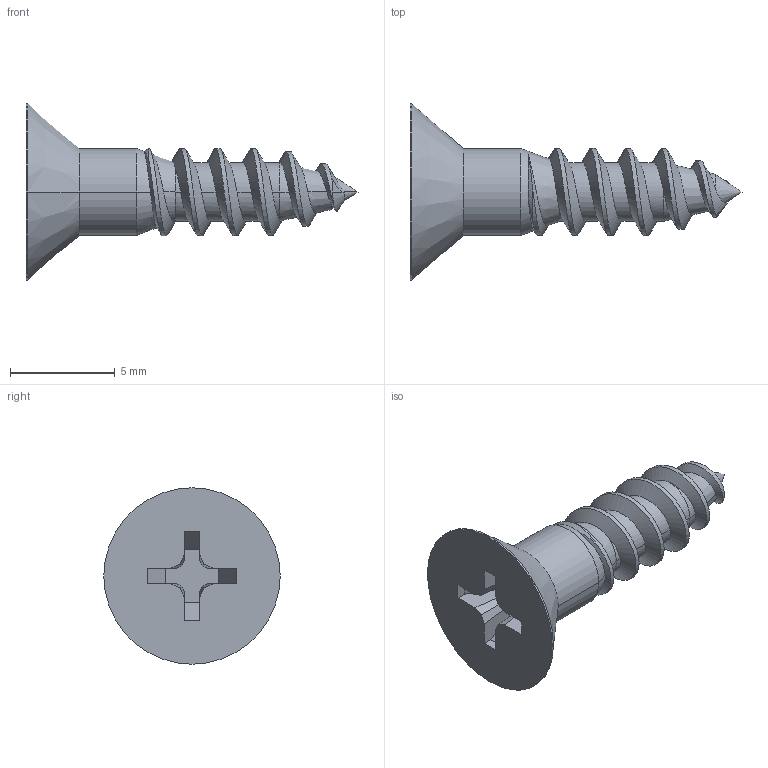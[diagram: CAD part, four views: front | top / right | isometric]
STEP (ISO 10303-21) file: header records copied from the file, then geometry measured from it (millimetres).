
FILE_DESCRIPTION (( 'STEP AP203' ), '1' );
FILE_NAME ('90031A562_Phillips Flat Head Screws for Wood.STEP', '2024-08-23T15:55:33', ( 'Administrator' ), ( 'Managed by Terraform' ), 'SwSTEP 2.0', 'SolidWorks 2017', '' );
FILE_SCHEMA (( 'CONFIG_CONTROL_DESIGN' ));
Length unit declared in the file: inch
Products named in the file (1): 90031A562_Phillips Flat Head Screws for Wood
Bounding box: 15.88 x 8.43 x 8.43 mm (x, y, z)
Volume: 189.9 mm3; surface area: 320.2 mm2
Topology: 1 solids, 1 shells, 61 faces, 163 edges, 103 vertices
Faces by surface type: plane 26, cone 17, cylinder 12, bspline 6
Entity records: 3449 total; most frequent: CARTESIAN_POINT 1975, ORIENTED_EDGE 322, DIRECTION 245, EDGE_CURVE 161, VERTEX_POINT 103, VECTOR 97, LINE 97, AXIS2_PLACEMENT_3D 74
